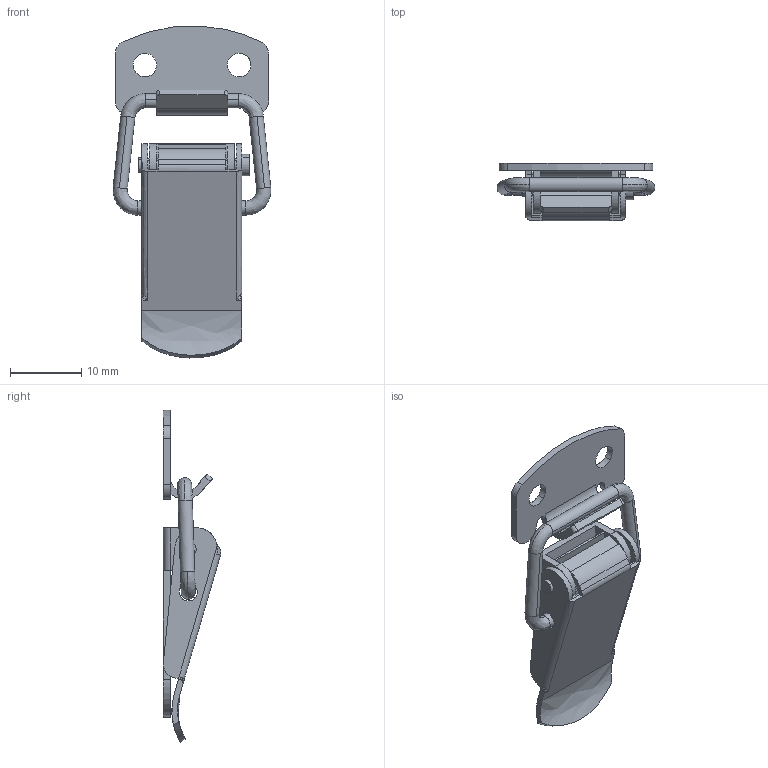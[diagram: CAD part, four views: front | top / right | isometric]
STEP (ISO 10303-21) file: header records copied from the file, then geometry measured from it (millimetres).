
FILE_DESCRIPTION((''),'2;1');
FILE_NAME('','2011-04-26T15:58:24',(''),(''),'','CADfix','');
FILE_SCHEMA(('AUTOMOTIVE_DESIGN { 1 0 10303 214 1 1 1 1 }'));
Length unit declared in the file: millimetre
Bounding box: 22.1 x 8.05 x 46.47 mm (x, y, z)
Volume: 1299.4 mm3; surface area: 3373.8 mm2
Topology: 6 solids, 6 shells, 159 faces, 548 edges, 399 vertices
Faces by surface type: bspline 159
Entity records: 8218 total; most frequent: CARTESIAN_POINT 4944, ORIENTED_EDGE 1088, EDGE_CURVE 544, VERTEX_POINT 399, B_SPLINE_CURVE_WITH_KNOTS 303, QUASI_UNIFORM_CURVE 233, EDGE_LOOP 187, FACE_OUTER_BOUND 159
